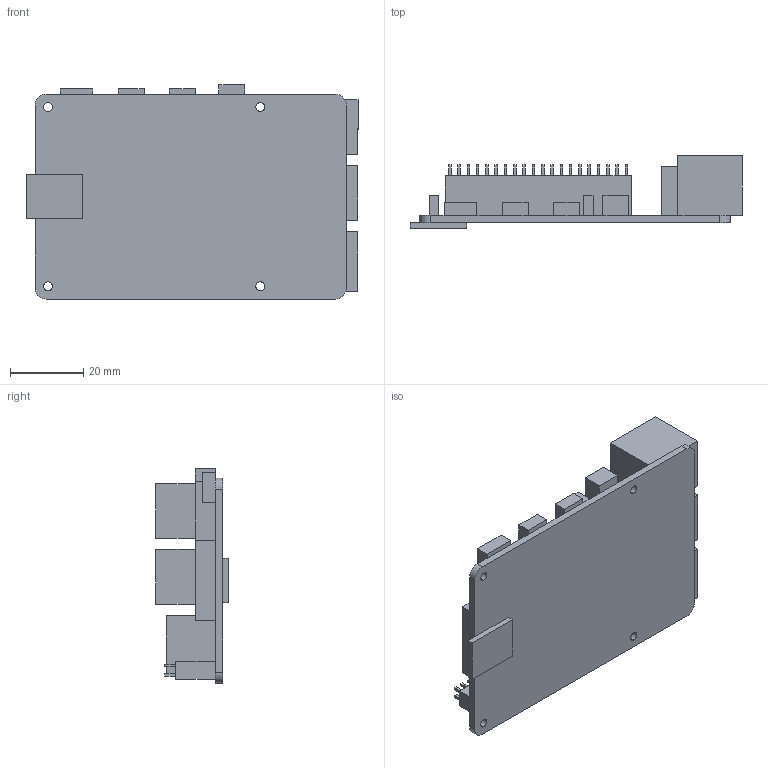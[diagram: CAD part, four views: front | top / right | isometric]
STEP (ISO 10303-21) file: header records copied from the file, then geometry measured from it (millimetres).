
FILE_DESCRIPTION (( 'STEP AP214' ), '1' );
FILE_NAME ('RASPBERRYPI4_with_header.STEP', '2023-02-14T19:09:52', ( '' ), ( '' ), 'SwSTEP 2.0', 'SolidWorks 2022', '' );
FILE_SCHEMA (( 'AUTOMOTIVE_DESIGN' ));
Length unit declared in the file: millimetre
Products named in the file (1): RASPBERRYPI4_with_header
Bounding box: 90.7 x 19.8 x 58.5 mm (x, y, z)
Volume: 24503 mm3; surface area: 21236.6 mm2
Topology: 4 solids, 4 shells, 330 faces, 800 edges, 530 vertices
Faces by surface type: plane 318, cylinder 12
Entity records: 9822 total; most frequent: CARTESIAN_POINT 1661, ORIENTED_EDGE 1600, DIRECTION 1486, EDGE_CURVE 800, VECTOR 776, LINE 776, VERTEX_POINT 530, EDGE_LOOP 390
